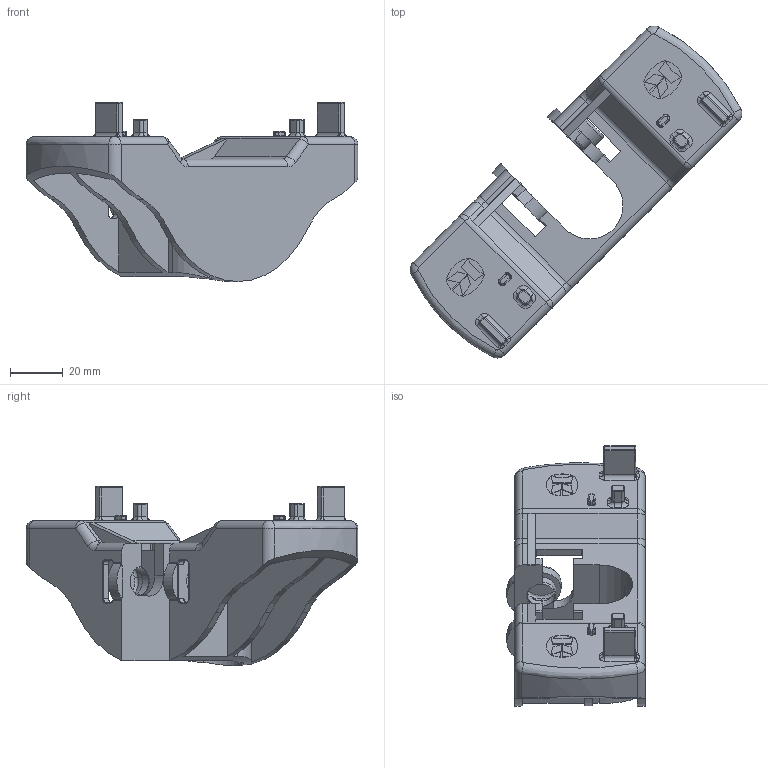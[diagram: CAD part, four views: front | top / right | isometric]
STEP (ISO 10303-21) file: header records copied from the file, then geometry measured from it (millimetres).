
FILE_DESCRIPTION(/* description */ (''),/* implementation_level */ '2;1');
FILE_NAME(/* name */ '3D_300-0616-XX.sat.ipt.stp',/* time_stamp */ '2022-08-09T16:50:55+02:00',/* author */ (''),/* organization */ (''),/* preprocessor_version */ 'ST-DEVELOPER v18.1',/* originating_system */ 'Autodesk Inventor 2021',/* authorisation */ '');
FILE_SCHEMA (('CONFIG_CONTROL_DESIGN'));
Length unit declared in the file: millimetre
Products named in the file (1): 3D_300-0616-XX.sat
Bounding box: 125.95 x 125.95 x 68 mm (x, y, z)
Surface area: 40683.9 mm2 (no closed solid volume)
Topology: 0 solids, 12 shells, 315 faces, 902 edges, 582 vertices
Faces by surface type: cylinder 136, plane 109, bspline 70
Full cylindrical faces by diameter (mm): 11 x1, 15 x1
Entity records: 23904 total; most frequent: CARTESIAN_POINT 15348, DIRECTION 1743, ORIENTED_EDGE 1636, EDGE_CURVE 902, AXIS2_PLACEMENT_3D 630, VERTEX_POINT 582, LINE 483, VECTOR 483
